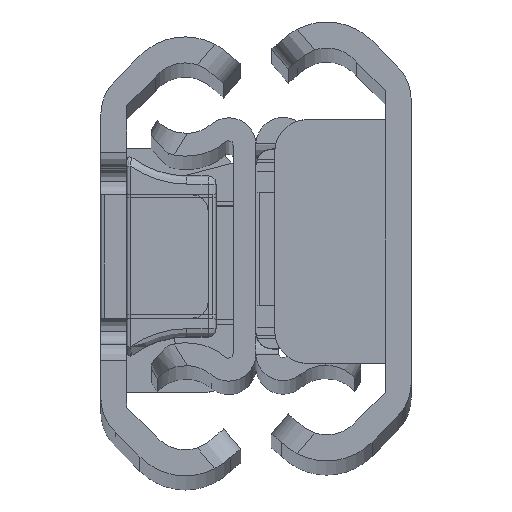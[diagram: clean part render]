
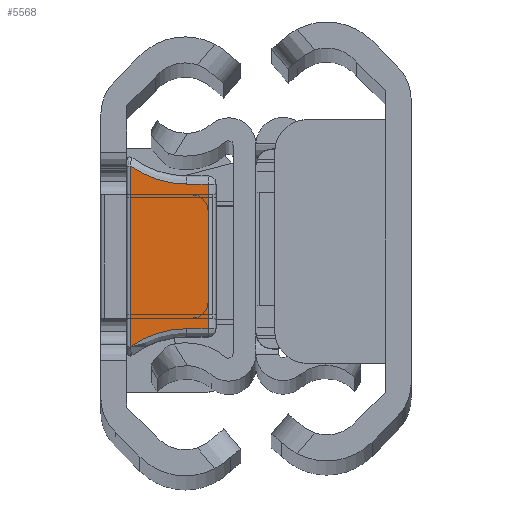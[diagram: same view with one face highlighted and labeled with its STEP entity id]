
A CAD part, top view. The second image highlights one B-rep face of the part: STEP entity #5568.
In plain terms, the highlighted planar face has unit normal (0, 0, 1).
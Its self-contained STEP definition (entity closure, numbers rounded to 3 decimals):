
#90 = CARTESIAN_POINT ( 'NONE',  ( -4.45, 3.7, 0. ) ) ;
#740 = AXIS2_PLACEMENT_3D ( 'NONE', #6832, #5665, #2258 ) ;
#1028 = VERTEX_POINT ( 'NONE', #6565 ) ;
#1049 = ORIENTED_EDGE ( 'NONE', *, *, #2501, .T. ) ;
#1189 = CARTESIAN_POINT ( 'NONE',  ( 4.45, 3.7, 0. ) ) ;
#1275 = LINE ( 'NONE', #3423, #3508 ) ;
#1417 = CARTESIAN_POINT ( 'NONE',  ( 4.45, 5., 0. ) ) ;
#1496 = VERTEX_POINT ( 'NONE', #1417 ) ;
#1503 = ORIENTED_EDGE ( 'NONE', *, *, #2930, .T. ) ;
#1509 = FACE_OUTER_BOUND ( 'NONE', #2611, .T. ) ;
#1546 = CARTESIAN_POINT ( 'NONE',  ( -4.45, 5., 0. ) ) ;
#1659 = CARTESIAN_POINT ( 'NONE',  ( 10.539, 3.7, 0. ) ) ;
#2030 = CARTESIAN_POINT ( 'NONE',  ( 10.539, 0.2, 0. ) ) ;
#2110 = PLANE ( 'NONE',  #740 ) ;
#2232 = VERTEX_POINT ( 'NONE', #3445 ) ;
#2258 = DIRECTION ( 'NONE',  ( 1., 0., 0. ) ) ;
#2325 = VECTOR ( 'NONE', #3485, 1000. ) ;
#2410 = DIRECTION ( 'NONE',  ( 0., -1., 0. ) ) ;
#2422 = AXIS2_PLACEMENT_3D ( 'NONE', #1659, #2823, #6224 ) ;
#2501 = EDGE_CURVE ( 'NONE', #1028, #5742, #5842, .T. ) ;
#2611 = EDGE_LOOP ( 'NONE', ( #1049, #6760, #1503, #4903, #6463, #2904 ) ) ;
#2823 = DIRECTION ( 'NONE',  ( 0., 0., -1. ) ) ;
#2903 = DIRECTION ( 'NONE',  ( 1., 0., 0. ) ) ;
#2904 = ORIENTED_EDGE ( 'NONE', *, *, #5761, .T. ) ;
#2930 = EDGE_CURVE ( 'NONE', #6382, #2232, #5079, .T. ) ;
#2934 = AXIS2_PLACEMENT_3D ( 'NONE', #5225, #3856, #2903 ) ;
#3048 = VERTEX_POINT ( 'NONE', #1546 ) ;
#3423 = CARTESIAN_POINT ( 'NONE',  ( 10.539, 5., 0. ) ) ;
#3445 = CARTESIAN_POINT ( 'NONE',  ( 4.45, 3.7, 0. ) ) ;
#3485 = DIRECTION ( 'NONE',  ( 0., 1., 0. ) ) ;
#3508 = VECTOR ( 'NONE', #6304, 1000. ) ;
#3528 = LINE ( 'NONE', #1189, #2325 ) ;
#3774 = LINE ( 'NONE', #2030, #7014 ) ;
#3856 = DIRECTION ( 'NONE',  ( 0., 0., -1. ) ) ;
#4465 = CARTESIAN_POINT ( 'NONE',  ( 5.556, 0.2, 0. ) ) ;
#4903 = ORIENTED_EDGE ( 'NONE', *, *, #6071, .T. ) ;
#5079 = CIRCLE ( 'NONE', #2422, 6.089 ) ;
#5225 = CARTESIAN_POINT ( 'NONE',  ( -10.539, 3.7, 0. ) ) ;
#5288 = LINE ( 'NONE', #90, #7376 ) ;
#5327 = CARTESIAN_POINT ( 'NONE',  ( -5.556, 0.2, 0. ) ) ;
#5356 = EDGE_CURVE ( 'NONE', #5742, #6382, #3774, .T. ) ;
#5568 = ADVANCED_FACE ( 'NONE', ( #1509 ), #2110, .T. ) ;
#5665 = DIRECTION ( 'NONE',  ( 0., 0., 1. ) ) ;
#5689 = EDGE_CURVE ( 'NONE', #1496, #3048, #1275, .T. ) ;
#5742 = VERTEX_POINT ( 'NONE', #5327 ) ;
#5761 = EDGE_CURVE ( 'NONE', #3048, #1028, #5288, .T. ) ;
#5842 = CIRCLE ( 'NONE', #2934, 6.089 ) ;
#6071 = EDGE_CURVE ( 'NONE', #2232, #1496, #3528, .T. ) ;
#6224 = DIRECTION ( 'NONE',  ( 1., 0., 0. ) ) ;
#6304 = DIRECTION ( 'NONE',  ( -1., 0., 0. ) ) ;
#6382 = VERTEX_POINT ( 'NONE', #4465 ) ;
#6463 = ORIENTED_EDGE ( 'NONE', *, *, #5689, .T. ) ;
#6565 = CARTESIAN_POINT ( 'NONE',  ( -4.45, 3.7, 0. ) ) ;
#6643 = DIRECTION ( 'NONE',  ( 1., 0., 0. ) ) ;
#6760 = ORIENTED_EDGE ( 'NONE', *, *, #5356, .T. ) ;
#6832 = CARTESIAN_POINT ( 'NONE',  ( 10.539, 3.7, 0. ) ) ;
#7014 = VECTOR ( 'NONE', #6643, 1000. ) ;
#7376 = VECTOR ( 'NONE', #2410, 1000. ) ;
